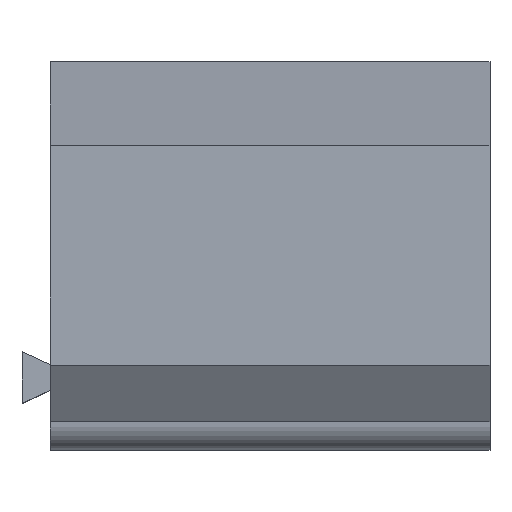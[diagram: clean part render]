
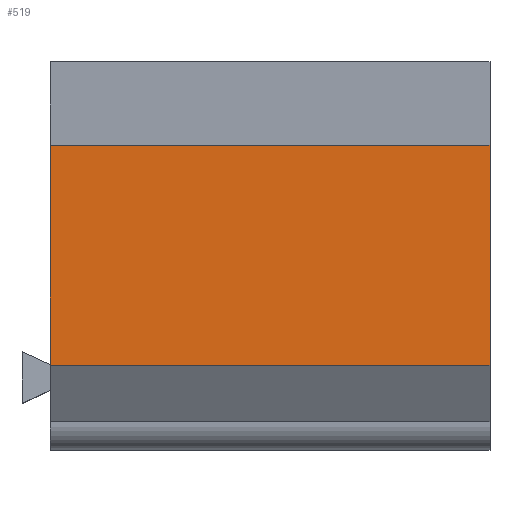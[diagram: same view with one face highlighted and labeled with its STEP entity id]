
A CAD part, top view. The second image highlights one B-rep face of the part: STEP entity #519.
In plain terms, the highlighted planar face has unit normal (0, 0, 1).
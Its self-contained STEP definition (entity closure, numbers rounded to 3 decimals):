
#266 = VERTEX_POINT('',#267);
#267 = CARTESIAN_POINT('',(-1.9,2.35,10.));
#273 = EDGE_CURVE('',#266,#274,#276,.T.);
#274 = VERTEX_POINT('',#275);
#275 = CARTESIAN_POINT('',(-1.9,-2.35,10.));
#276 = LINE('',#277,#278);
#277 = CARTESIAN_POINT('',(-1.9,2.35,10.));
#278 = VECTOR('',#279,1.);
#279 = DIRECTION('',(0.,-1.,0.));
#330 = VERTEX_POINT('',#331);
#331 = CARTESIAN_POINT('',(7.5,2.35,10.));
#337 = EDGE_CURVE('',#330,#338,#340,.T.);
#338 = VERTEX_POINT('',#339);
#339 = CARTESIAN_POINT('',(7.5,-2.35,10.));
#340 = LINE('',#341,#342);
#341 = CARTESIAN_POINT('',(7.5,2.35,10.));
#342 = VECTOR('',#343,1.);
#343 = DIRECTION('',(0.,-1.,0.));
#359 = EDGE_CURVE('',#274,#338,#360,.T.);
#360 = LINE('',#361,#362);
#361 = CARTESIAN_POINT('',(-1.9,-2.35,10.));
#362 = VECTOR('',#363,1.);
#363 = DIRECTION('',(1.,0.,0.));
#519 = ADVANCED_FACE('',(#520),#531,.F.);
#520 = FACE_BOUND('',#521,.F.);
#521 = EDGE_LOOP('',(#522,#528,#529,#530));
#522 = ORIENTED_EDGE('',*,*,#523,.T.);
#523 = EDGE_CURVE('',#266,#330,#524,.T.);
#524 = LINE('',#525,#526);
#525 = CARTESIAN_POINT('',(-1.9,2.35,10.));
#526 = VECTOR('',#527,1.);
#527 = DIRECTION('',(1.,0.,0.));
#528 = ORIENTED_EDGE('',*,*,#337,.T.);
#529 = ORIENTED_EDGE('',*,*,#359,.F.);
#530 = ORIENTED_EDGE('',*,*,#273,.F.);
#531 = PLANE('',#532);
#532 = AXIS2_PLACEMENT_3D('',#533,#534,#535);
#533 = CARTESIAN_POINT('',(-1.9,2.35,10.));
#534 = DIRECTION('',(0.,0.,-1.));
#535 = DIRECTION('',(0.,-1.,0.));
